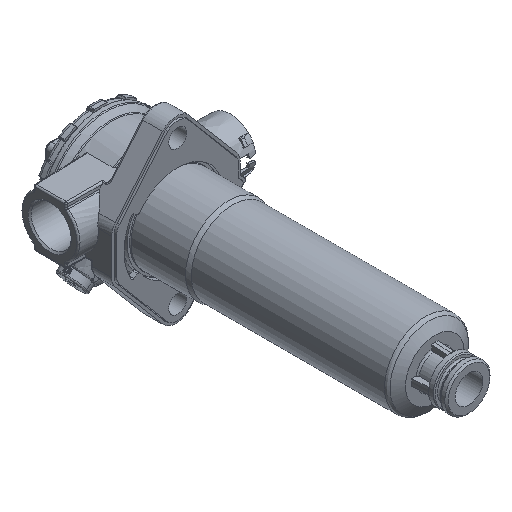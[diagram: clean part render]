
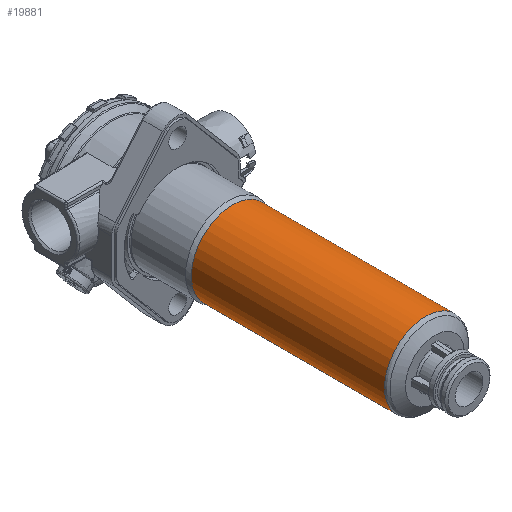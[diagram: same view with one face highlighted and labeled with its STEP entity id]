
A CAD part, isometric view. The second image highlights one B-rep face of the part: STEP entity #19881.
In plain terms, the highlighted free-form (B-spline) face has degree [2, 1] with [7, 2] control points.
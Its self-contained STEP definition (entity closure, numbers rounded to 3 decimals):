
#19794=CARTESIAN_POINT('V1089',(0.,-153.676,
   25.25));
#19795=VERTEX_POINT('V1089',#19794);
#19809=CARTESIAN_POINT('E1851',(0.,-153.676,
   25.25));
#19810=CARTESIAN_POINT('E1851',(43.734,
   -153.676,25.25));
#19811=CARTESIAN_POINT('E1851',(21.867,
   -153.676,-12.625));
#19812=CARTESIAN_POINT('E1851',(0.,-153.676,
   -50.5));
#19813=CARTESIAN_POINT('E1851',(-21.867,
   -153.676,-12.625));
#19814=CARTESIAN_POINT('E1851',(-43.734,
   -153.676,25.25));
#19815=CARTESIAN_POINT('E1851',(0.,-153.676,
   25.25));
#19823=(BOUNDED_CURVE()B_SPLINE_CURVE(2,(#19809,#19810,#19811,
   #19812,#19813,#19814,#19815),.CIRCULAR_ARC.,.T.,.U.)
   B_SPLINE_CURVE_WITH_KNOTS((3,2,2,3),(0.0,0.738,
   1.477,2.215),.UNSPECIFIED.)CURVE()
   GEOMETRIC_REPRESENTATION_ITEM()RATIONAL_B_SPLINE_CURVE((1.0,
   0.5,1.0,0.5,1.0,0.5,1.0)
   )REPRESENTATION_ITEM('E1851'));
#19824=EDGE_CURVE('E1851',#19795,#19795,#19823,.T.);
#19831=CARTESIAN_POINT('F736',(0.,-35.214,
   25.25));
#19832=CARTESIAN_POINT('F736',(-43.734,
   -35.214,25.25));
#19833=CARTESIAN_POINT('F736',(-21.867,
   -35.214,-12.625));
#19834=CARTESIAN_POINT('F736',(0.,-35.214,
   -50.5));
#19835=CARTESIAN_POINT('F736',(21.867,
   -35.214,-12.625));
#19836=CARTESIAN_POINT('F736',(43.734,
   -35.214,25.25));
#19837=CARTESIAN_POINT('F736',(0.,-35.214,
   25.25));
#19838=CARTESIAN_POINT('F736',(0.,-153.676,
   25.25));
#19839=CARTESIAN_POINT('F736',(-43.734,
   -153.676,25.25));
#19840=CARTESIAN_POINT('F736',(-21.867,
   -153.676,-12.625));
#19841=CARTESIAN_POINT('F736',(0.,-153.676,
   -50.5));
#19842=CARTESIAN_POINT('F736',(21.867,
   -153.676,-12.625));
#19843=CARTESIAN_POINT('F736',(43.734,
   -153.676,25.25));
#19844=CARTESIAN_POINT('F736',(0.,-153.676,
   25.25));
#19852=(BOUNDED_SURFACE()B_SPLINE_SURFACE(2,1,((#19831,#19838),(
   #19832,#19839),(#19833,#19840),(#19834,#19841),(#19835,
   #19842),(#19836,#19843),(#19837,#19844)),.CYLINDRICAL_SURF.,
   .T.,.F.,.U.)B_SPLINE_SURFACE_WITH_KNOTS((3,2,2,3),(2,2),(0.0,
   0.738,1.477,2.215),(0.0,1.0),
   .UNSPECIFIED.)GEOMETRIC_REPRESENTATION_ITEM()
   RATIONAL_B_SPLINE_SURFACE(((1.0,1.0),(0.5,
   0.5),(1.0,1.0),(0.5,
   0.5),(1.0,1.0),(0.5,
   0.5),(1.0,1.0)))REPRESENTATION_ITEM('F736')
   SURFACE());
#19853=CARTESIAN_POINT('V1090',(0.,-35.214,
   25.25));
#19854=VERTEX_POINT('V1090',#19853);
#19855=CARTESIAN_POINT('E1852',(0.,-153.676,
   25.25));
#19856=CARTESIAN_POINT('E1852',(0.,-35.214,
   25.25));
#19857=QUASI_UNIFORM_CURVE('E1852',1,(#19855,#19856),.POLYLINE_FORM.,
   .F.,.U.);
#19858=EDGE_CURVE('E1852',#19795,#19854,#19857,.T.);
#19859=ORIENTED_EDGE('E1852',*,*,#19858,.T.);
#19860=CARTESIAN_POINT('E1853',(0.,-35.214,
   25.25));
#19861=CARTESIAN_POINT('E1853',(43.734,
   -35.214,25.25));
#19862=CARTESIAN_POINT('E1853',(21.867,
   -35.214,-12.625));
#19863=CARTESIAN_POINT('E1853',(0.,-35.214,
   -50.5));
#19864=CARTESIAN_POINT('E1853',(-21.867,
   -35.214,-12.625));
#19865=CARTESIAN_POINT('E1853',(-43.734,
   -35.214,25.25));
#19866=CARTESIAN_POINT('E1853',(0.,-35.214,
   25.25));
#19874=(BOUNDED_CURVE()B_SPLINE_CURVE(2,(#19860,#19861,#19862,
   #19863,#19864,#19865,#19866),.CIRCULAR_ARC.,.T.,.U.)
   B_SPLINE_CURVE_WITH_KNOTS((3,2,2,3),(0.0,32.083,
   64.166,96.249),.UNSPECIFIED.)CURVE()
   GEOMETRIC_REPRESENTATION_ITEM()RATIONAL_B_SPLINE_CURVE((1.0,
   0.5,1.0,0.5,1.0,0.5,1.0)
   )REPRESENTATION_ITEM('E1853'));
#19875=EDGE_CURVE('E1853',#19854,#19854,#19874,.T.);
#19876=ORIENTED_EDGE('E1853',*,*,#19875,.F.);
#19877=ORIENTED_EDGE('E1852',*,*,#19858,.F.);
#19878=ORIENTED_EDGE('E1851',*,*,#19824,.T.);
#19879=EDGE_LOOP('F736',(#19859,#19876,#19877,#19878));
#19880=FACE_OUTER_BOUND('F736',#19879,.T.);
#19881=ADVANCED_FACE('F736',(#19880),#19852,.T.);
